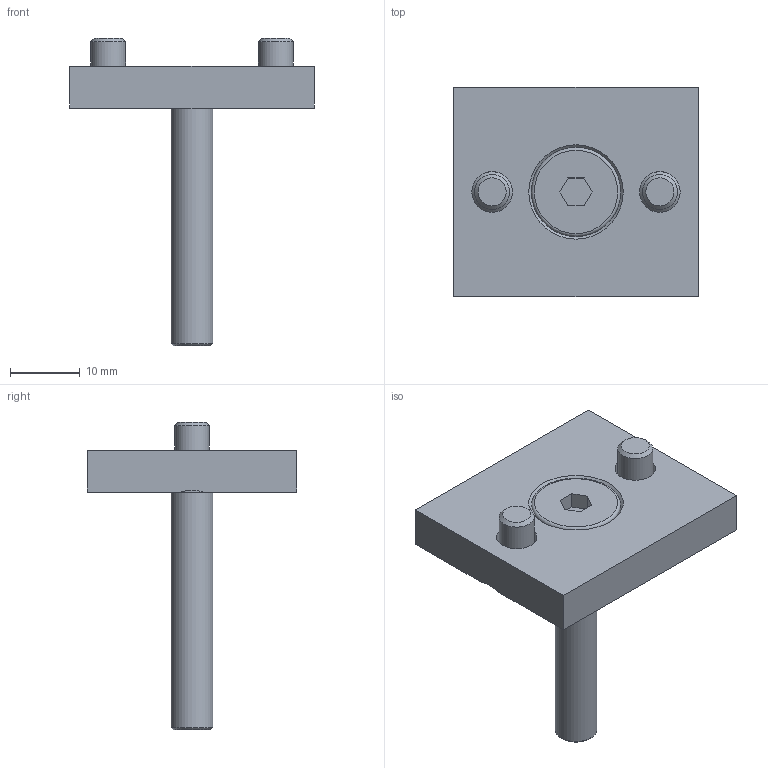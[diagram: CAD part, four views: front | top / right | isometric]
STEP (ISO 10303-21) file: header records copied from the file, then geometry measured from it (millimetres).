
FILE_DESCRIPTION(/* description */ ('Unknown'),/* implementation_level */ '2;1');
FILE_NAME(/* name */ '113.00004 Befestigungsplatte Typ B',/* time_stamp */ '2019-11-06T13:21:24+01:00',/* author */ ('Unknown'),/* organization */ ('Unknown'),/* preprocessor_version */ 'ST-DEVELOPER v16.7',/* originating_system */ 'DEX',/* authorisation */ $);
FILE_SCHEMA (('AUTOMOTIVE_DESIGN {1 0 10303 214 3 1 1}'));
Length unit declared in the file: millimetre
Products named in the file (4): 113.00004; 126.00091; 142.00129; 142.00063
Assembly tree (4 placements, depth 2):
  113.00004
    126.00091
    142.00129  x2
    142.00063
Bounding box: 35 x 30 x 44 mm (x, y, z)
Volume: 7269.6 mm3; surface area: 4660.6 mm2
Topology: 4 solids, 4 shells, 63 faces, 145 edges, 89 vertices
Faces by surface type: plane 43, cone 11, cylinder 8, torus 1
Full cylindrical faces by diameter (mm): 4.917 x1, 5 x2, 5.8 x2, 6 x1, 10 x2
Entity records: 1413 total; most frequent: DIRECTION 204, CARTESIAN_POINT 200, ORIENTED_EDGE 166, EDGE_CURVE 83, AXIS2_PLACEMENT_3D 74, FACE_BOUND 65, EDGE_LOOP 64, VERTEX_POINT 60
